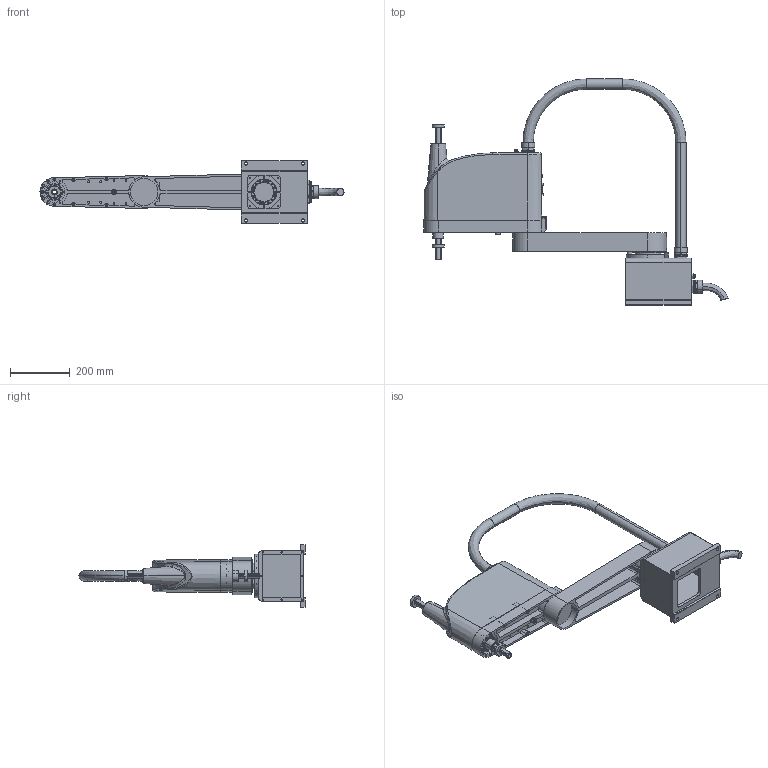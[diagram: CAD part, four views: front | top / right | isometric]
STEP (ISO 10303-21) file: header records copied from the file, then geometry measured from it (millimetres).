
FILE_DESCRIPTION (( 'STEP AP214' ), '1' );
FILE_NAME ('AR7520-C-00.STEP', '2018-04-12T01:58:47', ( 'admin' ), ( '' ), 'SwSTEP 2.0', 'SolidWorks 2014', '' );
FILE_SCHEMA (( 'AUTOMOTIVE_DESIGN' ));
Length unit declared in the file: millimetre
Products named in the file (4): AR7520-C-03; AR7520-C-02; AR7520-C-01; AR7520-C-00
Assembly tree (3 placements, depth 2):
  AR7520-C-00
    AR7520-C-01
    AR7520-C-02
    AR7520-C-03
Bounding box: 1014.82 x 754.45 x 210 mm (x, y, z)
Surface area: 1422299.8 mm2 (no closed solid volume)
Topology: 0 solids, 53 shells, 1199 faces, 3650 edges, 2510 vertices
Faces by surface type: cylinder 689, plane 365, cone 95, bspline 46, sphere 2, torus 2
Entity records: 62196 total; most frequent: CARTESIAN_POINT 15437, DIRECTION 7461, ORIENTED_EDGE 6112, EDGE_CURVE 3648, AXIS2_PLACEMENT_3D 2888, VERTEX_POINT 2510, CIRCLE 1729, VECTOR 1685
